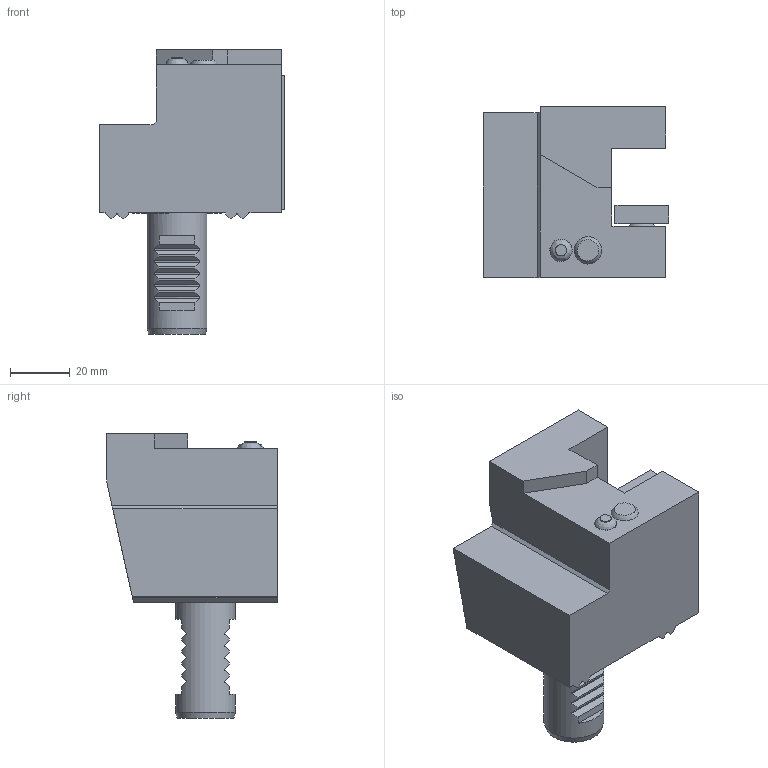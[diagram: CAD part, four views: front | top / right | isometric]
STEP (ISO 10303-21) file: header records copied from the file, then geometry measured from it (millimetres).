
FILE_DESCRIPTION(/* description */ (''),/* implementation_level */ '2;1');
FILE_NAME(/* name */ 'W1150025_stp.stp',/* time_stamp */ '2013-06-10T14:15:08+02:00',/* author */ (''),/* organization */ (''),/* preprocessor_version */ 'ST-DEVELOPER v11',/* originating_system */ 'SIEMENS PLM Software NX 7.5',/* authorisation */ '');
FILE_SCHEMA (('AUTOMOTIVE_DESIGN { 1 0 10303 214 1 1 1 1 }'));
Length unit declared in the file: millimetre
Products named in the file (1): furt869C5wl7
Bounding box: 62 x 57 x 95 mm (x, y, z)
Volume: 138482.1 mm3; surface area: 23803.2 mm2
Topology: 1 solids, 1 shells, 124 faces, 351 edges, 235 vertices
Faces by surface type: plane 96, cylinder 19, torus 4, cone 3, bspline 1, sphere 1
Full cylindrical faces by diameter (mm): 3.767 x1, 4.8 x1, 12 x2, 20 x1
Entity records: 4290 total; most frequent: CARTESIAN_POINT 1129, ORIENTED_EDGE 654, DIRECTION 628, EDGE_CURVE 327, VERTEX_POINT 224, LINE 220, VECTOR 220, AXIS2_PLACEMENT_3D 204
